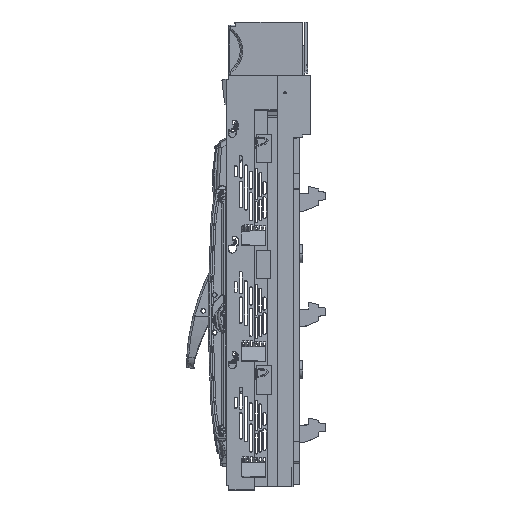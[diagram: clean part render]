
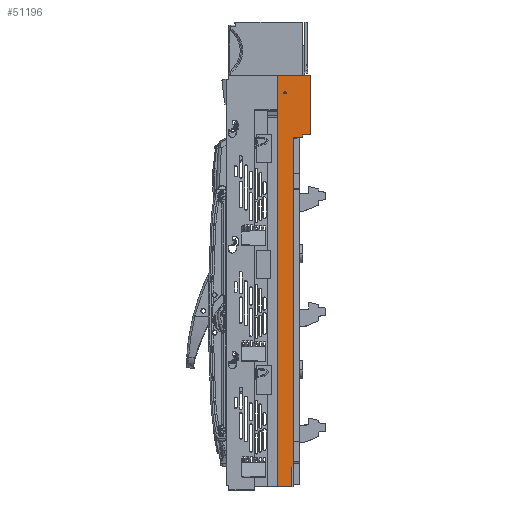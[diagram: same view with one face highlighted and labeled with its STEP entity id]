
A CAD part, left-side view. The second image highlights one B-rep face of the part: STEP entity #51196.
In plain terms, the highlighted planar face has unit normal (-1, -0.01, 0).
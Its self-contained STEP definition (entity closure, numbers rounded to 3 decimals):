
#514=DIRECTION('',(0.,0.,1.));
#515=VECTOR('',#514,526.237);
#516=CARTESIAN_POINT('',(-99.457,517.159,-411.869));
#517=LINE('',#516,#515);
#879=DIRECTION('',(0.01,-1.,0.));
#880=VECTOR('',#879,2.996);
#881=CARTESIAN_POINT('',(-99.488,520.155,-411.869));
#882=LINE('',#881,#880);
#895=DIRECTION('',(0.01,-1.,0.018));
#896=VECTOR('',#895,22.005);
#897=CARTESIAN_POINT('',(-99.716,542.155,-443.071));
#898=LINE('',#897,#896);
#2222=CARTESIAN_POINT('',(-99.718,543.008,213.574));
#2224=DIRECTION('',(0.,0.,-1.));
#2225=VECTOR('',#2224,54.372);
#2226=CARTESIAN_POINT('',(-99.718,543.008,213.574));
#2227=LINE('',#2226,#2225);
#3025=DIRECTION('',(0.,0.,-1.));
#3026=VECTOR('',#3025,599.859);
#3027=CARTESIAN_POINT('',(-99.724,543.011,157.071));
#3028=LINE('',#3027,#3026);
#3052=DIRECTION('',(-0.005,0.,1.));
#3053=VECTOR('',#3052,0.283);
#3054=CARTESIAN_POINT('',(-99.716,542.155,
-443.071));
#3055=LINE('',#3054,#3053);
#3088=CARTESIAN_POINT('',(-99.722,543.006,
-442.788));
#3089=CARTESIAN_POINT('',(-99.719,542.722,
-442.788));
#3090=CARTESIAN_POINT('',(-99.72,542.438,
-442.788));
#3091=CARTESIAN_POINT('',(-99.717,542.155,
-442.788));
#7922=DIRECTION('',(-0.01,1.,-0.009));
#7923=VECTOR('',#7922,52.895);
#7924=CARTESIAN_POINT('',(-99.178,490.118,214.029));
#7925=LINE('',#7924,#7923);
#7994=DIRECTION('',(0.,0.,1.));
#7995=VECTOR('',#7994,94.488);
#7996=CARTESIAN_POINT('',(-99.178,490.118,119.541));
#7997=LINE('',#7996,#7995);
#8046=DIRECTION('',(0.01,-1.,0.017));
#8047=VECTOR('',#8046,15.003);
#8048=CARTESIAN_POINT('',(-99.457,517.159,114.368));
#8049=LINE('',#8048,#8047);
#8082=DIRECTION('',(0.,0.,1.));
#8083=VECTOR('',#8082,4.702);
#8084=CARTESIAN_POINT('',(-99.302,502.159,114.629));
#8085=LINE('',#8084,#8083);
#8090=DIRECTION('',(0.01,-1.,0.017));
#8091=VECTOR('',#8090,12.044);
#8092=CARTESIAN_POINT('',(-99.302,502.159,119.331));
#8093=LINE('',#8092,#8091);
#34583=CARTESIAN_POINT('',(-99.717,543.014,
159.203));
#34584=CARTESIAN_POINT('',(-99.717,543.014,
158.492));
#34585=CARTESIAN_POINT('',(-99.724,543.011,
157.782));
#34586=CARTESIAN_POINT('',(-99.724,543.011,
157.071));
#34592=DIRECTION('',(0.,0.,1.));
#34593=VECTOR('',#34592,30.816);
#34594=CARTESIAN_POINT('',(-99.488,520.155,
-442.685));
#34595=LINE('',#34594,#34593);
#38865=CARTESIAN_POINT('',(-99.457,517.159,
-411.869));
#38867=VERTEX_POINT('',#38865);
#38869=CARTESIAN_POINT('',(-99.457,517.159,
114.368));
#38870=VERTEX_POINT('',#38869);
#38999=CARTESIAN_POINT('',(-99.488,520.155,
-411.869));
#39000=VERTEX_POINT('',#38999);
#39004=CARTESIAN_POINT('',(-99.716,542.155,
-443.071));
#39006=VERTEX_POINT('',#39004);
#39007=CARTESIAN_POINT('',(-99.488,520.155,
-442.685));
#39008=VERTEX_POINT('',#39007);
#39015=CARTESIAN_POINT('',(-99.717,542.155,
-442.788));
#39016=VERTEX_POINT('',#39015);
#39344=CARTESIAN_POINT('',(-99.717,543.014,
159.203));
#39346=VERTEX_POINT('',#39344);
#39415=VERTEX_POINT('',#2222);
#39728=CARTESIAN_POINT('',(-99.724,543.011,
157.071));
#39729=CARTESIAN_POINT('',(-99.722,543.006,
-442.788));
#39730=VERTEX_POINT('',#39728);
#39731=VERTEX_POINT('',#39729);
#39743=CARTESIAN_POINT('',(-99.178,490.118,
214.029));
#39744=VERTEX_POINT('',#39743);
#39745=CARTESIAN_POINT('',(-99.178,490.118,
119.541));
#39746=VERTEX_POINT('',#39745);
#39747=CARTESIAN_POINT('',(-99.302,502.159,
119.331));
#39748=VERTEX_POINT('',#39747);
#39749=CARTESIAN_POINT('',(-99.302,502.159,
114.629));
#39750=VERTEX_POINT('',#39749);
#51167=CARTESIAN_POINT('',(-99.736,544.155,
217.28));
#51168=DIRECTION('',(1.,0.01,0.));
#51169=DIRECTION('',(0.01,-1.,0.));
#51170=AXIS2_PLACEMENT_3D('',#51167,#51168,#51169);
#51171=PLANE('',#51170);
#51173=ORIENTED_EDGE('',*,*,#51172,.F.);
#51174=ORIENTED_EDGE('',*,*,#51145,.F.);
#51176=ORIENTED_EDGE('',*,*,#51175,.F.);
#51177=ORIENTED_EDGE('',*,*,#50758,.F.);
#51179=ORIENTED_EDGE('',*,*,#51178,.F.);
#51181=ORIENTED_EDGE('',*,*,#51180,.F.);
#51183=ORIENTED_EDGE('',*,*,#51182,.F.);
#51185=ORIENTED_EDGE('',*,*,#51184,.F.);
#51187=ORIENTED_EDGE('',*,*,#51186,.F.);
#51188=ORIENTED_EDGE('',*,*,#48166,.F.);
#51189=ORIENTED_EDGE('',*,*,#48335,.F.);
#51191=ORIENTED_EDGE('',*,*,#51190,.F.);
#51192=ORIENTED_EDGE('',*,*,#48361,.F.);
#51193=ORIENTED_EDGE('',*,*,#48386,.T.);
#51194=EDGE_LOOP('',(#51173,#51174,#51176,#51177,#51179,#51181,#51183,#51185,
#51187,#51188,#51189,#51191,#51192,#51193));
#51195=FACE_OUTER_BOUND('',#51194,.F.);
#51196=ADVANCED_FACE('',(#51195),#51171,.F.);
#3092=B_SPLINE_CURVE_WITH_KNOTS('',3,(#3088,#3089,#3090,#3091),.UNSPECIFIED.,
.F.,.F.,(4,4),(0.,1.),.UNSPECIFIED.);
#34587=B_SPLINE_CURVE_WITH_KNOTS('',3,(#34583,#34584,#34585,#34586),
.UNSPECIFIED.,.F.,.F.,(4,4),(0.,1.),.UNSPECIFIED.);
#48166=EDGE_CURVE('',#38867,#38870,#517,.T.);
#48335=EDGE_CURVE('',#39000,#38867,#882,.T.);
#48361=EDGE_CURVE('',#39006,#39008,#898,.T.);
#48386=EDGE_CURVE('',#39006,#39016,#3055,.T.);
#50758=EDGE_CURVE('',#39415,#39346,#2227,.T.);
#51145=EDGE_CURVE('',#39730,#39731,#3028,.T.);
#51172=EDGE_CURVE('',#39731,#39016,#3092,.T.);
#51175=EDGE_CURVE('',#39346,#39730,#34587,.T.);
#51178=EDGE_CURVE('',#39744,#39415,#7925,.T.);
#51180=EDGE_CURVE('',#39746,#39744,#7997,.T.);
#51182=EDGE_CURVE('',#39748,#39746,#8093,.T.);
#51184=EDGE_CURVE('',#39750,#39748,#8085,.T.);
#51186=EDGE_CURVE('',#38870,#39750,#8049,.T.);
#51190=EDGE_CURVE('',#39008,#39000,#34595,.T.);
